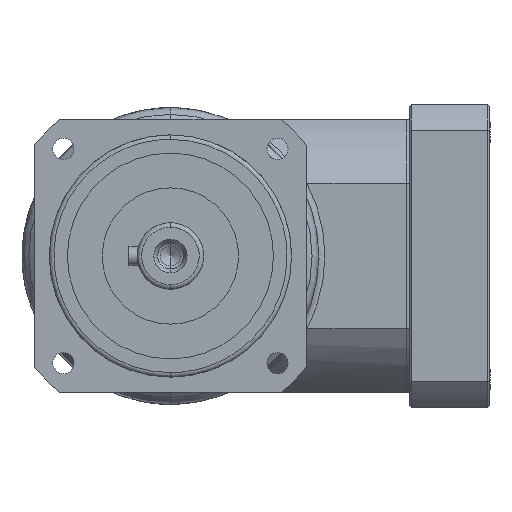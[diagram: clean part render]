
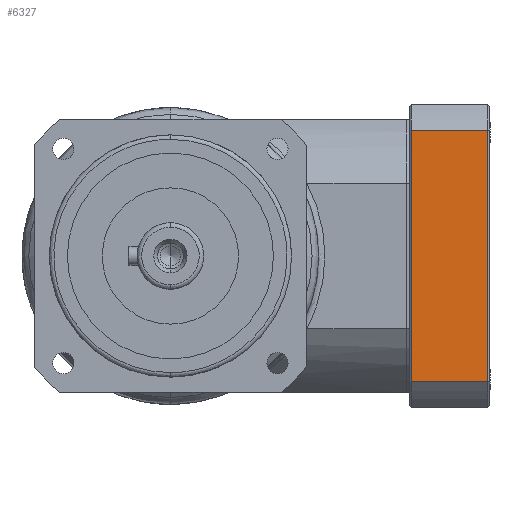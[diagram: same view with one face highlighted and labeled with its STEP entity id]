
A CAD part, left-side view. The second image highlights one B-rep face of the part: STEP entity #6327.
In plain terms, the highlighted face is planar.
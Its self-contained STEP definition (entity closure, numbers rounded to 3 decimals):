
#399 = EDGE_CURVE ( 'NONE', #8873, #3408, #7707, .T. ) ;
#859 = CARTESIAN_POINT ( 'NONE',  ( -41.533, 50., 0. ) ) ;
#2178 = CARTESIAN_POINT ( 'NONE',  ( -41.533, 50., 0. ) ) ;
#2425 = DIRECTION ( 'NONE',  ( 0., 0., -1. ) ) ;
#2704 = VERTEX_POINT ( 'NONE', #12949 ) ;
#2809 = EDGE_CURVE ( 'NONE', #3408, #2704, #5612, .T. ) ;
#3268 = CARTESIAN_POINT ( 'NONE',  ( 41.533, 50., 26. ) ) ;
#3408 = VERTEX_POINT ( 'NONE', #3268 ) ;
#3497 = VECTOR ( 'NONE', #12251, 1000. ) ;
#4302 = DIRECTION ( 'NONE',  ( -1., 0., 0. ) ) ;
#4347 = VECTOR ( 'NONE', #19177, 1000. ) ;
#4780 = FACE_OUTER_BOUND ( 'NONE', #11439, .T. ) ;
#5612 = LINE ( 'NONE', #9679, #14020 ) ;
#6327 = ADVANCED_FACE ( 'NONE', ( #4780 ), #15030, .F. ) ;
#6756 = VECTOR ( 'NONE', #8809, 1000. ) ;
#7295 = ORIENTED_EDGE ( 'NONE', *, *, #2809, .F. ) ;
#7707 = LINE ( 'NONE', #12606, #3497 ) ;
#7708 = CARTESIAN_POINT ( 'NONE',  ( 41.533, 50., 0.8 ) ) ;
#8752 = EDGE_CURVE ( 'NONE', #2704, #18796, #10968, .T. ) ;
#8809 = DIRECTION ( 'NONE',  ( 0., 0., -1. ) ) ;
#8873 = VERTEX_POINT ( 'NONE', #7708 ) ;
#9578 = ORIENTED_EDGE ( 'NONE', *, *, #399, .F. ) ;
#9679 = CARTESIAN_POINT ( 'NONE',  ( -41.533, 50., 26. ) ) ;
#10968 = LINE ( 'NONE', #2178, #6756 ) ;
#11439 = EDGE_LOOP ( 'NONE', ( #9578, #17303, #12199, #7295 ) ) ;
#11899 = DIRECTION ( 'NONE',  ( 0., -1., 0. ) ) ;
#12155 = EDGE_CURVE ( 'NONE', #18796, #8873, #16493, .T. ) ;
#12199 = ORIENTED_EDGE ( 'NONE', *, *, #8752, .F. ) ;
#12251 = DIRECTION ( 'NONE',  ( 0., 0., 1. ) ) ;
#12578 = AXIS2_PLACEMENT_3D ( 'NONE', #859, #11899, #2425 ) ;
#12606 = CARTESIAN_POINT ( 'NONE',  ( 41.533, 50., 0. ) ) ;
#12949 = CARTESIAN_POINT ( 'NONE',  ( -41.533, 50., 26. ) ) ;
#14020 = VECTOR ( 'NONE', #4302, 1000. ) ;
#14155 = CARTESIAN_POINT ( 'NONE',  ( -41.533, 50., 0.8 ) ) ;
#15030 = PLANE ( 'NONE',  #12578 ) ;
#16057 = CARTESIAN_POINT ( 'NONE',  ( -41.533, 50., 0.8 ) ) ;
#16493 = LINE ( 'NONE', #16057, #4347 ) ;
#17303 = ORIENTED_EDGE ( 'NONE', *, *, #12155, .F. ) ;
#18796 = VERTEX_POINT ( 'NONE', #14155 ) ;
#19177 = DIRECTION ( 'NONE',  ( 1., 0., 0. ) ) ;
